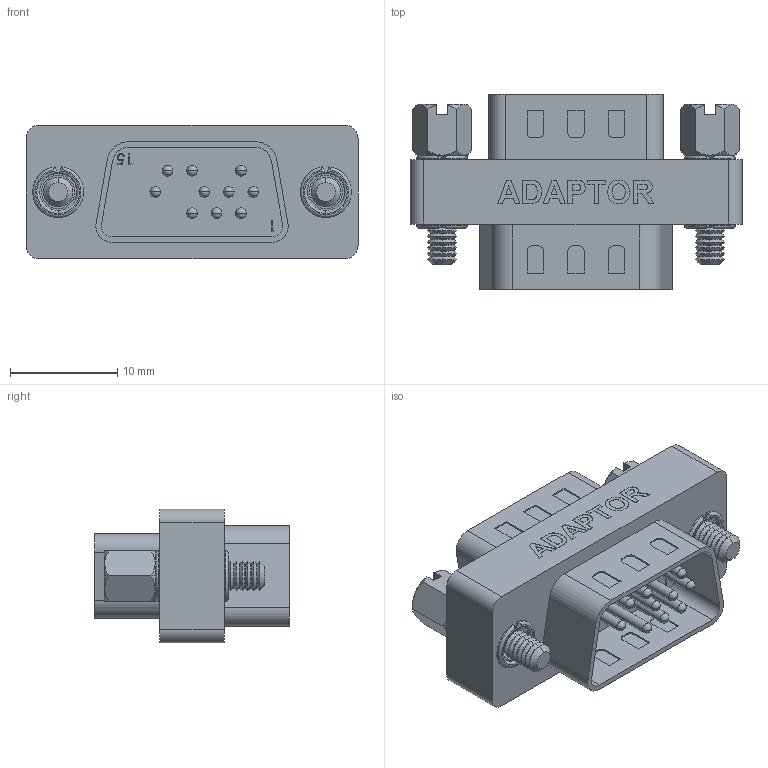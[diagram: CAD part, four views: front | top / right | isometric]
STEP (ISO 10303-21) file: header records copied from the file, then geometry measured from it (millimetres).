
FILE_DESCRIPTION (( 'STEP AP203' ), '1' );
FILE_NAME ('DMA100MM.STEP', '2014-10-03T12:26:07', ( 'x' ), ( '' ), 'SwSTEP 2.0', 'SolidWorks 2014', '' );
FILE_SCHEMA (( 'CONFIG_CONTROL_DESIGN' ));
Length unit declared in the file: millimetre
Products named in the file (5): DGB9F-MA1_ADAPTOR; SD9P_Without Mounting Flange and Solder Cups; SDH15P_DMA100MM; 3AA05-002_10.2mm Long (DMAxxx); DMA100MM
Assembly tree (5 placements, depth 2):
  DMA100MM
    DGB9F-MA1_ADAPTOR
    SD9P_Without Mounting Flange and Solder Cups
    SDH15P_DMA100MM
    3AA05-002_10.2mm Long (DMAxxx)  x2
Bounding box: 31 x 18.2 x 12.5 mm (x, y, z)
Volume: 2814.8 mm3; surface area: 3852.6 mm2
Topology: 5 solids, 5 shells, 1034 faces, 2799 edges, 1809 vertices
Faces by surface type: plane 679, cylinder 166, bspline 67, cone 60, sphere 50, torus 12
Entity records: 34100 total; most frequent: CARTESIAN_POINT 9608, ORIENTED_EDGE 5138, DIRECTION 4623, EDGE_CURVE 2569, VECTOR 2029, LINE 2029, VERTEX_POINT 1686, AXIS2_PLACEMENT_3D 1297
